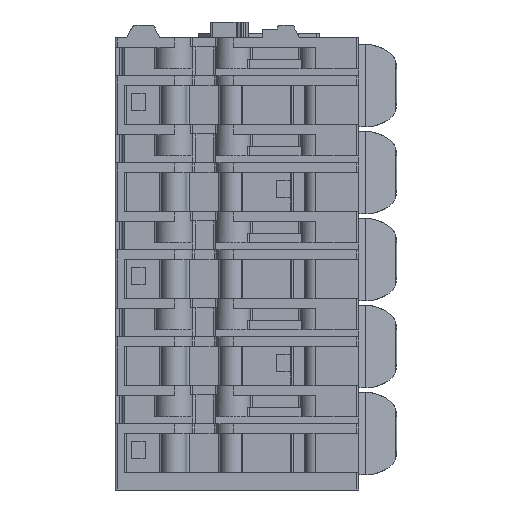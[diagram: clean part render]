
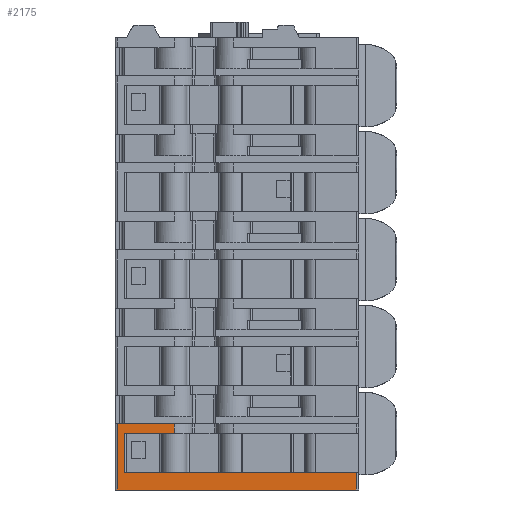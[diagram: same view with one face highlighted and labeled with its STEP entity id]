
A CAD part, front view. The second image highlights one B-rep face of the part: STEP entity #2175.
In plain terms, the highlighted planar face has unit normal (0, -1, 0).
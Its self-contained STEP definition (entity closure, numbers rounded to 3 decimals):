
#2175 = ADVANCED_FACE( '', ( #4867 ), #4868, .F. );
#4867 = FACE_OUTER_BOUND( '', #8080, .T. );
#4868 = PLANE( '', #8081 );
#8080 = EDGE_LOOP( '', ( #14863, #14864, #14865, #14866, #14867, #14868, #14869, #14870 ) );
#8081 = AXIS2_PLACEMENT_3D( '', #14871, #14872, #14873 );
#14863 = ORIENTED_EDGE( '', *, *, #22658, .T. );
#14864 = ORIENTED_EDGE( '', *, *, #22659, .F. );
#14865 = ORIENTED_EDGE( '', *, *, #22660, .F. );
#14866 = ORIENTED_EDGE( '', *, *, #22620, .T. );
#14867 = ORIENTED_EDGE( '', *, *, #22510, .T. );
#14868 = ORIENTED_EDGE( '', *, *, #22516, .T. );
#14869 = ORIENTED_EDGE( '', *, *, #21269, .F. );
#14870 = ORIENTED_EDGE( '', *, *, #22661, .F. );
#14871 = CARTESIAN_POINT( '', ( -14.3, 0., 37.5 ) );
#14872 = DIRECTION( '', ( 0., 1., 0. ) );
#14873 = DIRECTION( '', ( 0., 0., 1. ) );
#21269 = EDGE_CURVE( '', #26356, #26358, #26359, .T. );
#22510 = EDGE_CURVE( '', #28243, #28241, #28244, .T. );
#22516 = EDGE_CURVE( '', #28241, #26358, #28251, .T. );
#22620 = EDGE_CURVE( '', #28385, #28243, #28386, .T. );
#22658 = EDGE_CURVE( '', #28437, #28438, #28439, .T. );
#22659 = EDGE_CURVE( '', #28440, #28438, #28441, .T. );
#22660 = EDGE_CURVE( '', #28385, #28440, #28442, .T. );
#22661 = EDGE_CURVE( '', #28437, #26356, #28443, .T. );
#26356 = VERTEX_POINT( '', #33450 );
#26358 = VERTEX_POINT( '', #33453 );
#26359 = LINE( '', #33454, #33455 );
#28241 = VERTEX_POINT( '', #36236 );
#28243 = VERTEX_POINT( '', #36238 );
#28244 = LINE( '', #36239, #36240 );
#28251 = LINE( '', #36248, #36249 );
#28385 = VERTEX_POINT( '', #36449 );
#28386 = LINE( '', #36450, #36451 );
#28437 = VERTEX_POINT( '', #36520 );
#28438 = VERTEX_POINT( '', #36521 );
#28439 = LINE( '', #36522, #36523 );
#28440 = VERTEX_POINT( '', #36524 );
#28441 = LINE( '', #36525, #36526 );
#28442 = LINE( '', #36527, #36528 );
#28443 = LINE( '', #36529, #36530 );
#33450 = CARTESIAN_POINT( '', ( -13.7, 0., 0. ) );
#33453 = CARTESIAN_POINT( '', ( 6.3, 0., 0. ) );
#33454 = CARTESIAN_POINT( '', ( -14.3, 0., 0. ) );
#33455 = VECTOR( '', #40522, 1000. );
#36236 = CARTESIAN_POINT( '', ( 6.3, 0., -1.5 ) );
#36238 = CARTESIAN_POINT( '', ( -14.3, 0., -1.5 ) );
#36239 = CARTESIAN_POINT( '', ( -14.3, 0., -1.5 ) );
#36240 = VECTOR( '', #42047, 1000. );
#36248 = CARTESIAN_POINT( '', ( 6.3, 0., -1.5 ) );
#36249 = VECTOR( '', #42055, 1000. );
#36449 = CARTESIAN_POINT( '', ( -14.3, 0., 4.2 ) );
#36450 = CARTESIAN_POINT( '', ( -14.3, 0., 37.5 ) );
#36451 = VECTOR( '', #42167, 1000. );
#36520 = CARTESIAN_POINT( '', ( -13.7, 0., 3.4 ) );
#36521 = CARTESIAN_POINT( '', ( -9.4, 0., 3.4 ) );
#36522 = CARTESIAN_POINT( '', ( -13.7, 0., 3.4 ) );
#36523 = VECTOR( '', #42216, 1000. );
#36524 = CARTESIAN_POINT( '', ( -9.4, 0., 4.2 ) );
#36525 = CARTESIAN_POINT( '', ( -9.4, 0., 6.7 ) );
#36526 = VECTOR( '', #42217, 1000. );
#36527 = CARTESIAN_POINT( '', ( -17.8, 0., 4.2 ) );
#36528 = VECTOR( '', #42218, 1000. );
#36529 = CARTESIAN_POINT( '', ( -13.7, 0., 3.4 ) );
#36530 = VECTOR( '', #42219, 1000. );
#40522 = DIRECTION( '', ( 1., 0., 0. ) );
#42047 = DIRECTION( '', ( 1., 0., 0. ) );
#42055 = DIRECTION( '', ( 0., 0., 1. ) );
#42167 = DIRECTION( '', ( 0., 0., -1. ) );
#42216 = DIRECTION( '', ( 1., 0., 0. ) );
#42217 = DIRECTION( '', ( 0., 0., -1. ) );
#42218 = DIRECTION( '', ( 1., 0., 0. ) );
#42219 = DIRECTION( '', ( 0., 0., -1. ) );
